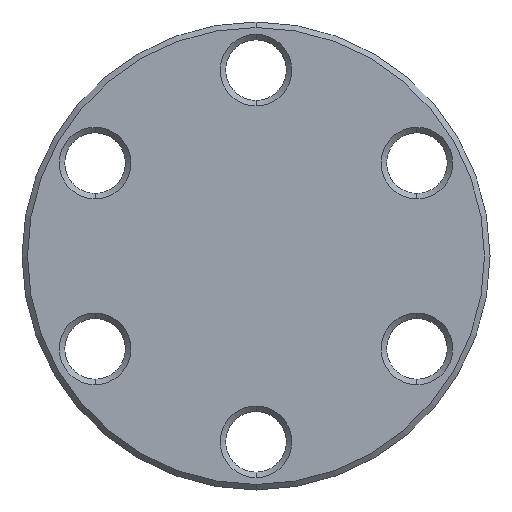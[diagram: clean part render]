
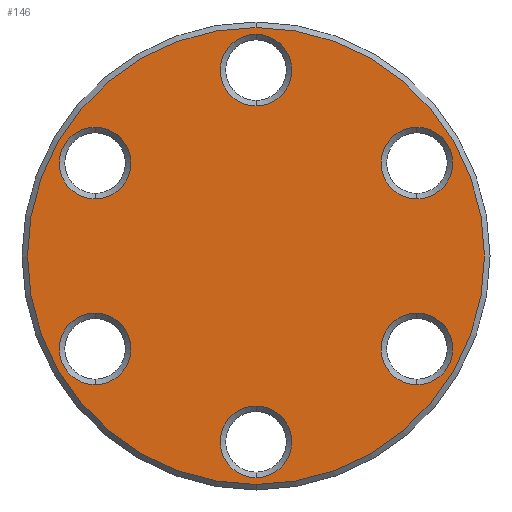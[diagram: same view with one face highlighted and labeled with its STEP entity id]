
A CAD part, front view. The second image highlights one B-rep face of the part: STEP entity #146.
In plain terms, the highlighted planar face has unit normal (0, -1, 0).
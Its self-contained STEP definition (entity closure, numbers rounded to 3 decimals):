
#13 = EDGE_CURVE ( 'NONE', #232, #375, #655, .T. ) ;
#27 = EDGE_LOOP ( 'NONE', ( #29, #28 ) ) ;
#28 = ORIENTED_EDGE ( 'NONE', *, *, #195, .T. ) ;
#29 = ORIENTED_EDGE ( 'NONE', *, *, #63, .T. ) ;
#30 = ORIENTED_EDGE ( 'NONE', *, *, #374, .T. ) ;
#32 = ORIENTED_EDGE ( 'NONE', *, *, #13, .T. ) ;
#63 = EDGE_CURVE ( 'NONE', #265, #196, #532, .T. ) ;
#96 = EDGE_LOOP ( 'NONE', ( #152, #150 ) ) ;
#100 = EDGE_CURVE ( 'NONE', #480, #478, #728, .T. ) ;
#111 = ORIENTED_EDGE ( 'NONE', *, *, #148, .T. ) ;
#112 = ORIENTED_EDGE ( 'NONE', *, *, #471, .T. ) ;
#113 = EDGE_LOOP ( 'NONE', ( #112, #111 ) ) ;
#128 = ORIENTED_EDGE ( 'NONE', *, *, #466, .T. ) ;
#129 = EDGE_CURVE ( 'NONE', #221, #454, #569, .T. ) ;
#132 = ORIENTED_EDGE ( 'NONE', *, *, #129, .T. ) ;
#133 = ORIENTED_EDGE ( 'NONE', *, *, #153, .T. ) ;
#134 = ORIENTED_EDGE ( 'NONE', *, *, #401, .T. ) ;
#135 = EDGE_LOOP ( 'NONE', ( #134, #133 ) ) ;
#138 = DIRECTION ( 'NONE',  ( 0., 0., -1. ) ) ;
#139 = DIRECTION ( 'NONE',  ( 0., 1., 0. ) ) ;
#144 = EDGE_LOOP ( 'NONE', ( #149, #151 ) ) ;
#146 = ADVANCED_FACE ( 'NONE', ( #782, #790, #763, #761, #784, #758, #755 ), #756, .T. ) ;
#147 = EDGE_CURVE ( 'NONE', #494, #451, #757, .T. ) ;
#148 = EDGE_CURVE ( 'NONE', #465, #464, #788, .T. ) ;
#149 = ORIENTED_EDGE ( 'NONE', *, *, #586, .T. ) ;
#150 = ORIENTED_EDGE ( 'NONE', *, *, #100, .T. ) ;
#151 = ORIENTED_EDGE ( 'NONE', *, *, #147, .T. ) ;
#152 = ORIENTED_EDGE ( 'NONE', *, *, #472, .T. ) ;
#153 = EDGE_CURVE ( 'NONE', #403, #455, #813, .T. ) ;
#154 = EDGE_LOOP ( 'NONE', ( #30, #32 ) ) ;
#155 = EDGE_LOOP ( 'NONE', ( #128, #132 ) ) ;
#195 = EDGE_CURVE ( 'NONE', #196, #265, #922, .T. ) ;
#196 = VERTEX_POINT ( 'NONE', #956 ) ;
#221 = VERTEX_POINT ( 'NONE', #907 ) ;
#232 = VERTEX_POINT ( 'NONE', #971 ) ;
#265 = VERTEX_POINT ( 'NONE', #872 ) ;
#374 = EDGE_CURVE ( 'NONE', #375, #232, #1138, .T. ) ;
#375 = VERTEX_POINT ( 'NONE', #1199 ) ;
#401 = EDGE_CURVE ( 'NONE', #455, #403, #1160, .T. ) ;
#403 = VERTEX_POINT ( 'NONE', #1213 ) ;
#451 = VERTEX_POINT ( 'NONE', #1319 ) ;
#454 = VERTEX_POINT ( 'NONE', #1342 ) ;
#455 = VERTEX_POINT ( 'NONE', #1284 ) ;
#464 = VERTEX_POINT ( 'NONE', #1310 ) ;
#465 = VERTEX_POINT ( 'NONE', #1314 ) ;
#466 = EDGE_CURVE ( 'NONE', #454, #221, #1291, .T. ) ;
#471 = EDGE_CURVE ( 'NONE', #464, #465, #1043, .T. ) ;
#472 = EDGE_CURVE ( 'NONE', #478, #480, #1044, .T. ) ;
#478 = VERTEX_POINT ( 'NONE', #1391 ) ;
#480 = VERTEX_POINT ( 'NONE', #1385 ) ;
#494 = VERTEX_POINT ( 'NONE', #1364 ) ;
#532 = CIRCLE ( 'NONE', #551, 16.6 ) ;
#551 = AXIS2_PLACEMENT_3D ( 'NONE', #635, #639, #642 ) ;
#569 = CIRCLE ( 'NONE', #626, 2.6 ) ;
#580 = CARTESIAN_POINT ( 'NONE',  ( -11.691, 0., 6.75 ) ) ;
#586 = EDGE_CURVE ( 'NONE', #451, #494, #1428, .T. ) ;
#587 = AXIS2_PLACEMENT_3D ( 'NONE', #580, #633, #632 ) ;
#619 = CARTESIAN_POINT ( 'NONE',  ( 0., 0., 13.5 ) ) ;
#625 = DIRECTION ( 'NONE',  ( 0., 1., 0. ) ) ;
#626 = AXIS2_PLACEMENT_3D ( 'NONE', #619, #625, #138 ) ;
#628 = DIRECTION ( 'NONE',  ( 0., 0., -1. ) ) ;
#632 = DIRECTION ( 'NONE',  ( 0., 0., -1. ) ) ;
#633 = DIRECTION ( 'NONE',  ( 0., 1., 0. ) ) ;
#635 = CARTESIAN_POINT ( 'NONE',  ( 0., 0., 0. ) ) ;
#639 = DIRECTION ( 'NONE',  ( 0., -1., 0. ) ) ;
#642 = DIRECTION ( 'NONE',  ( 0., 0., -1. ) ) ;
#655 = CIRCLE ( 'NONE', #587, 2.6 ) ;
#688 = DIRECTION ( 'NONE',  ( 0., 0., -1. ) ) ;
#689 = DIRECTION ( 'NONE',  ( 0., 1., 0. ) ) ;
#690 = CARTESIAN_POINT ( 'NONE',  ( 0., 0., -13.5 ) ) ;
#691 = AXIS2_PLACEMENT_3D ( 'NONE', #690, #689, #688 ) ;
#728 = CIRCLE ( 'NONE', #691, 2.6 ) ;
#752 = AXIS2_PLACEMENT_3D ( 'NONE', #766, #765, #1026 ) ;
#755 = FACE_OUTER_BOUND ( 'NONE', #27, .T. ) ;
#756 = PLANE ( 'NONE',  #778 ) ;
#757 = CIRCLE ( 'NONE', #785, 2.6 ) ;
#758 = FACE_BOUND ( 'NONE', #154, .T. ) ;
#761 = FACE_BOUND ( 'NONE', #135, .T. ) ;
#762 = CARTESIAN_POINT ( 'NONE',  ( 0., 0., 0. ) ) ;
#763 = FACE_BOUND ( 'NONE', #113, .T. ) ;
#765 = DIRECTION ( 'NONE',  ( 0., 1., 0. ) ) ;
#766 = CARTESIAN_POINT ( 'NONE',  ( 11.691, 0., -6.75 ) ) ;
#769 = DIRECTION ( 'NONE',  ( 0., 0., -1. ) ) ;
#770 = DIRECTION ( 'NONE',  ( 0., 1., 0. ) ) ;
#771 = CARTESIAN_POINT ( 'NONE',  ( -11.691, 0., -6.75 ) ) ;
#775 = DIRECTION ( 'NONE',  ( 0., 0., -1. ) ) ;
#778 = AXIS2_PLACEMENT_3D ( 'NONE', #762, #781, #775 ) ;
#781 = DIRECTION ( 'NONE',  ( 0., -1., 0. ) ) ;
#782 = FACE_BOUND ( 'NONE', #144, .T. ) ;
#784 = FACE_BOUND ( 'NONE', #155, .T. ) ;
#785 = AXIS2_PLACEMENT_3D ( 'NONE', #771, #770, #769 ) ;
#786 = CARTESIAN_POINT ( 'NONE',  ( 11.691, 0., -6.75 ) ) ;
#787 = AXIS2_PLACEMENT_3D ( 'NONE', #786, #139, #628 ) ;
#788 = CIRCLE ( 'NONE', #787, 2.6 ) ;
#790 = FACE_BOUND ( 'NONE', #96, .T. ) ;
#794 = AXIS2_PLACEMENT_3D ( 'NONE', #800, #816, #799 ) ;
#799 = DIRECTION ( 'NONE',  ( 0., 0., -1. ) ) ;
#800 = CARTESIAN_POINT ( 'NONE',  ( 11.691, 0., 6.75 ) ) ;
#813 = CIRCLE ( 'NONE', #794, 2.6 ) ;
#816 = DIRECTION ( 'NONE',  ( 0., 1., 0. ) ) ;
#840 = DIRECTION ( 'NONE',  ( 0., 0., -1. ) ) ;
#841 = DIRECTION ( 'NONE',  ( 0., -1., 0. ) ) ;
#842 = AXIS2_PLACEMENT_3D ( 'NONE', #887, #841, #840 ) ;
#872 = CARTESIAN_POINT ( 'NONE',  ( 0., 0., 16.6 ) ) ;
#887 = CARTESIAN_POINT ( 'NONE',  ( 0., 0., 0. ) ) ;
#907 = CARTESIAN_POINT ( 'NONE',  ( 0., 0., 16.1 ) ) ;
#922 = CIRCLE ( 'NONE', #842, 16.6 ) ;
#956 = CARTESIAN_POINT ( 'NONE',  ( 0., 0., -16.6 ) ) ;
#971 = CARTESIAN_POINT ( 'NONE',  ( -11.691, 0., 9.35 ) ) ;
#1026 = DIRECTION ( 'NONE',  ( 0., 0., -1. ) ) ;
#1039 = AXIS2_PLACEMENT_3D ( 'NONE', #1065, #1064, #1063 ) ;
#1043 = CIRCLE ( 'NONE', #752, 2.6 ) ;
#1044 = CIRCLE ( 'NONE', #1039, 2.6 ) ;
#1063 = DIRECTION ( 'NONE',  ( 0., 0., -1. ) ) ;
#1064 = DIRECTION ( 'NONE',  ( 0., 1., 0. ) ) ;
#1065 = CARTESIAN_POINT ( 'NONE',  ( 0., 0., -13.5 ) ) ;
#1077 = DIRECTION ( 'NONE',  ( 0., 0., -1. ) ) ;
#1078 = DIRECTION ( 'NONE',  ( 0., 1., 0. ) ) ;
#1079 = CARTESIAN_POINT ( 'NONE',  ( -11.691, 0., 6.75 ) ) ;
#1080 = AXIS2_PLACEMENT_3D ( 'NONE', #1079, #1078, #1077 ) ;
#1138 = CIRCLE ( 'NONE', #1080, 2.6 ) ;
#1160 = CIRCLE ( 'NONE', #1211, 2.6 ) ;
#1199 = CARTESIAN_POINT ( 'NONE',  ( -11.691, 0., 4.15 ) ) ;
#1208 = DIRECTION ( 'NONE',  ( 0., 0., -1. ) ) ;
#1209 = DIRECTION ( 'NONE',  ( 0., 1., 0. ) ) ;
#1210 = CARTESIAN_POINT ( 'NONE',  ( 11.691, 0., 6.75 ) ) ;
#1211 = AXIS2_PLACEMENT_3D ( 'NONE', #1210, #1209, #1208 ) ;
#1213 = CARTESIAN_POINT ( 'NONE',  ( 11.691, 0., 9.35 ) ) ;
#1284 = CARTESIAN_POINT ( 'NONE',  ( 11.691, 0., 4.15 ) ) ;
#1289 = DIRECTION ( 'NONE',  ( 0., 0., -1. ) ) ;
#1290 = AXIS2_PLACEMENT_3D ( 'NONE', #1300, #1309, #1289 ) ;
#1291 = CIRCLE ( 'NONE', #1290, 2.6 ) ;
#1300 = CARTESIAN_POINT ( 'NONE',  ( 0., 0., 13.5 ) ) ;
#1309 = DIRECTION ( 'NONE',  ( 0., 1., 0. ) ) ;
#1310 = CARTESIAN_POINT ( 'NONE',  ( 11.691, 0., -9.35 ) ) ;
#1314 = CARTESIAN_POINT ( 'NONE',  ( 11.691, 0., -4.15 ) ) ;
#1319 = CARTESIAN_POINT ( 'NONE',  ( -11.691, 0., -9.35 ) ) ;
#1342 = CARTESIAN_POINT ( 'NONE',  ( 0., 0., 10.9 ) ) ;
#1364 = CARTESIAN_POINT ( 'NONE',  ( -11.691, 0., -4.15 ) ) ;
#1385 = CARTESIAN_POINT ( 'NONE',  ( 0., 0., -10.9 ) ) ;
#1391 = CARTESIAN_POINT ( 'NONE',  ( 0., 0., -16.1 ) ) ;
#1410 = DIRECTION ( 'NONE',  ( 0., 0., -1. ) ) ;
#1411 = DIRECTION ( 'NONE',  ( 0., 1., 0. ) ) ;
#1412 = CARTESIAN_POINT ( 'NONE',  ( -11.691, 0., -6.75 ) ) ;
#1413 = AXIS2_PLACEMENT_3D ( 'NONE', #1412, #1411, #1410 ) ;
#1428 = CIRCLE ( 'NONE', #1413, 2.6 ) ;
